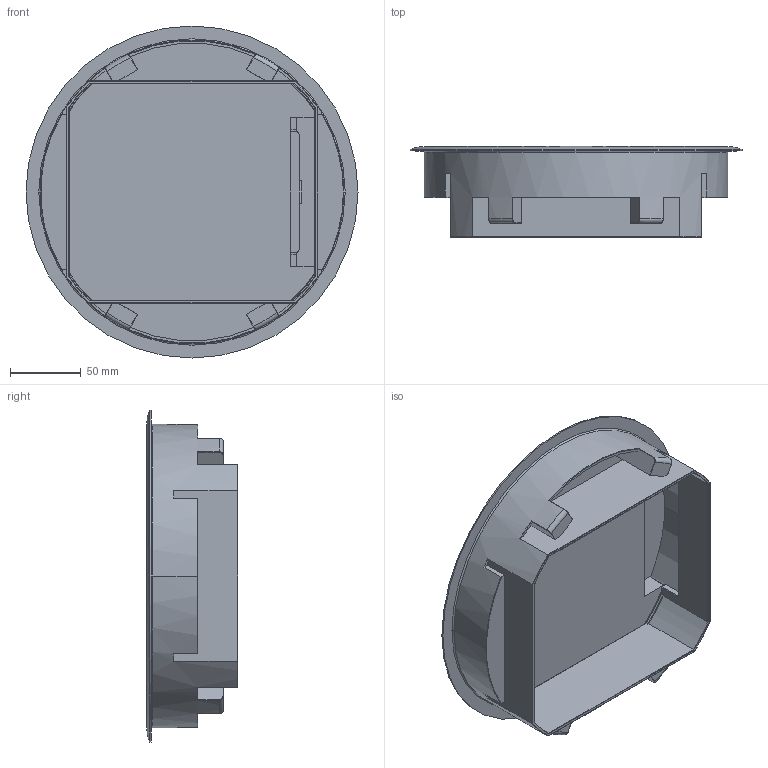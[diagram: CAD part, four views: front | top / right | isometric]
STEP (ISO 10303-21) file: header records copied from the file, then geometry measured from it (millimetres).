
FILE_DESCRIPTION (( 'STEP AP203' ), '1' );
FILE_NAME ('VR0612.STEP', '2022-07-22T08:42:28', ( '' ), ( '' ), 'SwSTEP 2.0', 'SolidWorks 2019', '' );
FILE_SCHEMA (( 'CONFIG_CONTROL_DESIGN' ));
Length unit declared in the file: millimetre
Products named in the file (4): VR0612; Klappe VR06 R12; Rahmen VR06 R12; Schnuraualass VR06
Assembly tree (3 placements, depth 2):
  VR0612
    Rahmen VR06 R12
    Klappe VR06 R12
    Schnuraualass VR06
Bounding box: 234 x 64.3 x 234 mm (x, y, z)
Volume: 366352.5 mm3; surface area: 221701.2 mm2
Topology: 3 solids, 3 shells, 306 faces, 781 edges, 493 vertices
Faces by surface type: plane 139, cylinder 96, torus 37, bspline 28, sphere 4, cone 2
Entity records: 10933 total; most frequent: CARTESIAN_POINT 3402, ORIENTED_EDGE 1558, DIRECTION 1411, EDGE_CURVE 779, VERTEX_POINT 493, AXIS2_PLACEMENT_3D 486, VECTOR 439, LINE 439
